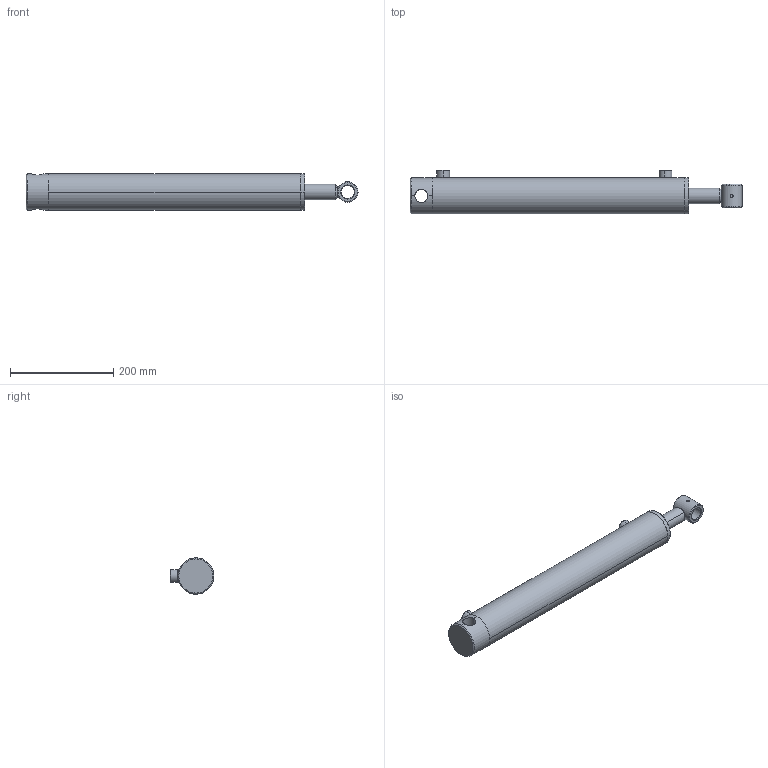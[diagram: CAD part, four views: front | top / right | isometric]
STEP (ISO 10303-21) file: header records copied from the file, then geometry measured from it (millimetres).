
FILE_DESCRIPTION (( 'STEP AP203' ), '1' );
FILE_NAME ('703-4.STEP', '2014-12-12T06:55:47', ( '' ), ( '' ), 'SwSTEP 2.0', 'SolidWorks 2015', '' );
FILE_SCHEMA (( 'CONFIG_CONTROL_DESIGN' ));
Length unit declared in the file: millimetre
Products named in the file (8): Rohr^703-4; Stange^703-4; AL38; 703-4; P703^703-4; Boden^703-4; D703^703-4; ET702
Assembly tree (8 placements, depth 2):
  703-4
    Rohr^703-4
    Stange^703-4
    AL38  x2
    D703^703-4
    P703^703-4
    Boden^703-4
    ET702
Bounding box: 642 x 85 x 70 mm (x, y, z)
Volume: 1242874 mm3; surface area: 325509.2 mm2
Topology: 8 solids, 8 shells, 107 faces, 234 edges, 142 vertices
Faces by surface type: cylinder 48, cone 36, plane 21, torus 2
Entity records: 4152 total; most frequent: CARTESIAN_POINT 1154, DIRECTION 486, ORIENTED_EDGE 412, EDGE_CURVE 206, AXIS2_PLACEMENT_3D 204, VERTEX_POINT 126, EDGE_LOOP 112, CIRCLE 100
